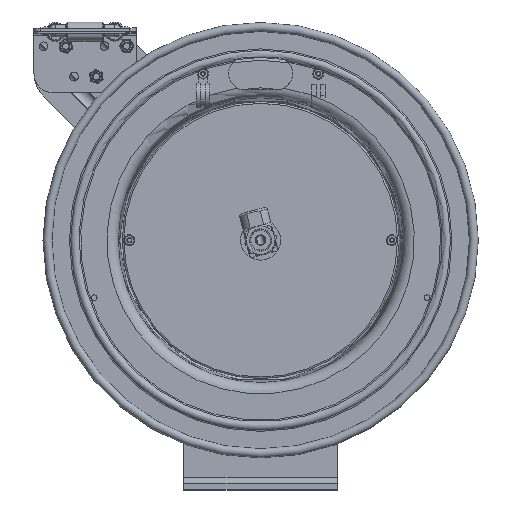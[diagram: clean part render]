
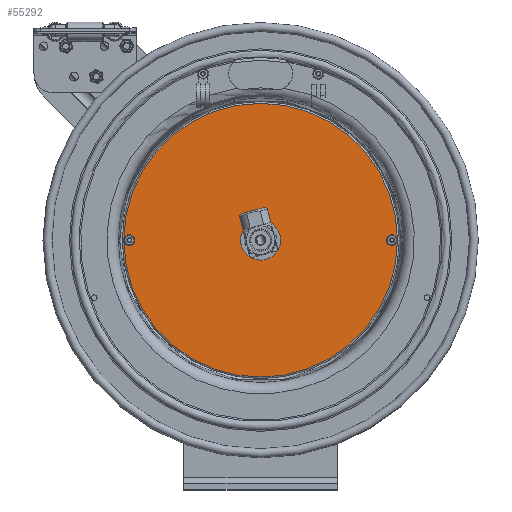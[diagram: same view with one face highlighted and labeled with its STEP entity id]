
A CAD part, top view. The second image highlights one B-rep face of the part: STEP entity #55292.
In plain terms, the highlighted planar face has unit normal (0, 0, 1).
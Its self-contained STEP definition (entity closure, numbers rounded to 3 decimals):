
#1211=FACE_BOUND('',#18871,.T.);
#1212=FACE_BOUND('',#18872,.T.);
#1213=FACE_BOUND('',#18873,.T.);
#1963=PLANE('',#59254);
#16698=FACE_OUTER_BOUND('',#18870,.T.);
#18870=EDGE_LOOP('',(#47959,#47960));
#18871=EDGE_LOOP('',(#47961));
#18872=EDGE_LOOP('',(#47962));
#18873=EDGE_LOOP('',(#47963));
#21222=CIRCLE('',#59249,5.345);
#21223=CIRCLE('',#59250,5.345);
#21227=CIRCLE('',#59255,0.1);
#21228=CIRCLE('',#59256,0.1);
#21229=CIRCLE('',#59257,0.65);
#26916=VERTEX_POINT('',#94091);
#26917=VERTEX_POINT('',#94092);
#26920=VERTEX_POINT('',#94101);
#26921=VERTEX_POINT('',#94103);
#26922=VERTEX_POINT('',#94105);
#35881=EDGE_CURVE('',#26916,#26917,#21222,.T.);
#35882=EDGE_CURVE('',#26917,#26916,#21223,.T.);
#35886=EDGE_CURVE('',#26920,#26920,#21227,.T.);
#35887=EDGE_CURVE('',#26921,#26921,#21228,.T.);
#35888=EDGE_CURVE('',#26922,#26922,#21229,.T.);
#47959=ORIENTED_EDGE('',*,*,#35881,.T.);
#47960=ORIENTED_EDGE('',*,*,#35882,.T.);
#47961=ORIENTED_EDGE('',*,*,#35886,.T.);
#47962=ORIENTED_EDGE('',*,*,#35887,.T.);
#47963=ORIENTED_EDGE('',*,*,#35888,.T.);
#55292=ADVANCED_FACE('',(#16698,#1211,#1212,#1213),#1963,.T.);
#59249=AXIS2_PLACEMENT_3D('',#94093,#69161,#69162);
#59250=AXIS2_PLACEMENT_3D('',#94094,#69163,#69164);
#59254=AXIS2_PLACEMENT_3D('',#94100,#69171,#69172);
#59255=AXIS2_PLACEMENT_3D('',#94102,#69173,#69174);
#59256=AXIS2_PLACEMENT_3D('',#94104,#69175,#69176);
#59257=AXIS2_PLACEMENT_3D('',#94106,#69177,#69178);
#69161=DIRECTION('center_axis',(0.,0.,
1.));
#69162=DIRECTION('ref_axis',(0.,1.,0.));
#69163=DIRECTION('center_axis',(0.,0.,
1.));
#69164=DIRECTION('ref_axis',(0.,1.,0.));
#69171=DIRECTION('center_axis',(0.,0.,
1.));
#69172=DIRECTION('ref_axis',(1.,0.,0.));
#69173=DIRECTION('center_axis',(0.,0.,
-1.));
#69174=DIRECTION('ref_axis',(0.,1.,0.));
#69175=DIRECTION('center_axis',(0.,0.,
-1.));
#69176=DIRECTION('ref_axis',(0.,1.,0.));
#69177=DIRECTION('center_axis',(0.,0.,
-1.));
#69178=DIRECTION('ref_axis',(0.,-1.,0.));
#94091=CARTESIAN_POINT('',(-0.031,5.801,2.624));
#94092=CARTESIAN_POINT('',(-5.376,0.456,2.624));
#94093=CARTESIAN_POINT('Origin',(-0.031,0.456,
2.624));
#94094=CARTESIAN_POINT('Origin',(-0.031,0.456,
2.624));
#94100=CARTESIAN_POINT('Origin',(-0.031,3.129,2.624));
#94101=CARTESIAN_POINT('',(5.094,0.556,2.624));
#94102=CARTESIAN_POINT('Origin',(5.094,0.456,2.624));
#94103=CARTESIAN_POINT('',(-5.156,0.556,2.624));
#94104=CARTESIAN_POINT('Origin',(-5.156,0.456,2.624));
#94105=CARTESIAN_POINT('',(-0.031,1.106,2.624));
#94106=CARTESIAN_POINT('Origin',(-0.031,0.456,
2.624));
